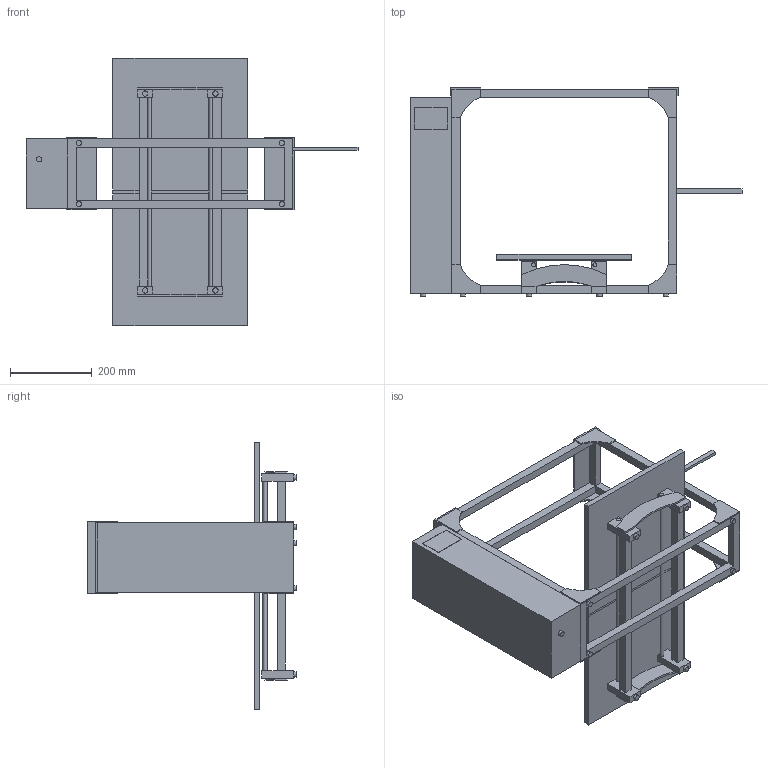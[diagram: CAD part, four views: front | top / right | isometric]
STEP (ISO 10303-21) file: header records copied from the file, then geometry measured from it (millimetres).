
FILE_DESCRIPTION(/* description */ (''),/* implementation_level */ '2;1');
FILE_NAME(/* name */ 'Lulzbot Taz 6.stp',/* time_stamp */ '2025-03-08T11:33:33-05:00',/* author */ ('Martinkowski'),/* organization */ (''),/* preprocessor_version */ 'ST-DEVELOPER v20',/* originating_system */ 'Autodesk Inventor 2025',/* authorisation */ '');
FILE_SCHEMA (('AUTOMOTIVE_DESIGN { 1 0 10303 214 3 1 1 }'));
Length unit declared in the file: millimetre
Products named in the file (1): Lulzbot Taz 6
Bounding box: 812.63 x 511 x 655 mm (x, y, z)
Volume: 14164408.3 mm3; surface area: 1460783.2 mm2
Topology: 31 solids, 31 shells, 245 faces, 528 edges, 338 vertices
Faces by surface type: plane 218, cylinder 27
Full cylindrical faces by diameter (mm): 10 x6, 13 x8
Entity records: 6603 total; most frequent: CARTESIAN_POINT 1112, DIRECTION 1074, ORIENTED_EDGE 1056, EDGE_CURVE 528, LINE 474, VECTOR 474, VERTEX_POINT 338, AXIS2_PLACEMENT_3D 300
